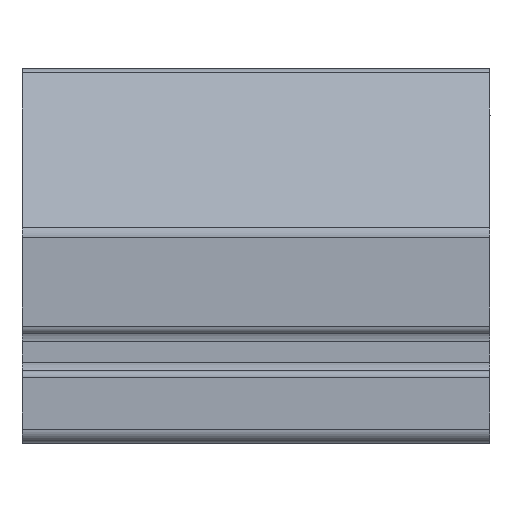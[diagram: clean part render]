
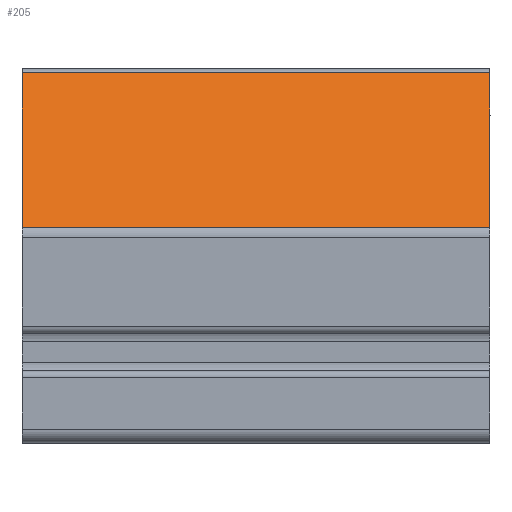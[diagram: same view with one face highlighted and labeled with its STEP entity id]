
A CAD part, front view. The second image highlights one B-rep face of the part: STEP entity #205.
In plain terms, the highlighted planar face has unit normal (0, -0.707, 0.707).
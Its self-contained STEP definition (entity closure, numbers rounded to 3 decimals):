
#205=ADVANCED_FACE('',(#378),#379,.F.);
#378=FACE_OUTER_BOUND('',#607,.T.);
#379=PLANE('',#608);
#607=EDGE_LOOP('',(#1289,#1290,#1291,#1292));
#608=AXIS2_PLACEMENT_3D('',#1293,#1294,#1295);
#1289=ORIENTED_EDGE('',*,*,#1878,.F.);
#1290=ORIENTED_EDGE('',*,*,#1951,.F.);
#1291=ORIENTED_EDGE('',*,*,#1843,.F.);
#1292=ORIENTED_EDGE('',*,*,#1952,.T.);
#1293=CARTESIAN_POINT('',(50000.0,-22.627,22.627));
#1294=DIRECTION('',(0.0,0.707,-0.707));
#1295=DIRECTION('',(0.0,0.707,0.707));
#1843=EDGE_CURVE('',#2285,#2287,#2288,.T.);
#1878=EDGE_CURVE('',#2354,#2356,#2357,.T.);
#1951=EDGE_CURVE('',#2287,#2354,#2485,.T.);
#1952=EDGE_CURVE('',#2285,#2356,#2486,.T.);
#2285=VERTEX_POINT('',#2900);
#2287=VERTEX_POINT('',#2902);
#2288=LINE('',#2903,#2904);
#2354=VERTEX_POINT('',#2982);
#2356=VERTEX_POINT('',#2984);
#2357=LINE('',#2985,#2986);
#2485=LINE('',#3152,#3153);
#2486=LINE('',#3154,#3155);
#2900=CARTESIAN_POINT('',(50.,-6.134,39.121));
#2902=CARTESIAN_POINT('',(50.,-39.121,6.134));
#2903=CARTESIAN_POINT('',(50.,-22.627,22.627));
#2904=VECTOR('',#3569,1.0);
#2982=CARTESIAN_POINT('',(-50.,-39.121,6.134));
#2984=CARTESIAN_POINT('',(-50.,-6.134,39.121));
#2985=CARTESIAN_POINT('',(-50.,-22.627,22.627));
#2986=VECTOR('',#3648,1.0);
#3152=CARTESIAN_POINT('',(50000.0,-39.121,6.134));
#3153=VECTOR('',#3789,1.0);
#3154=CARTESIAN_POINT('',(50000.0,-6.134,39.121));
#3155=VECTOR('',#3790,1.0);
#3569=DIRECTION('',(0.0,-0.707,-0.707));
#3648=DIRECTION('',(0.0,0.707,0.707));
#3789=DIRECTION('',(-1.0,0.0,0.0));
#3790=DIRECTION('',(-1.0,0.0,0.0));
